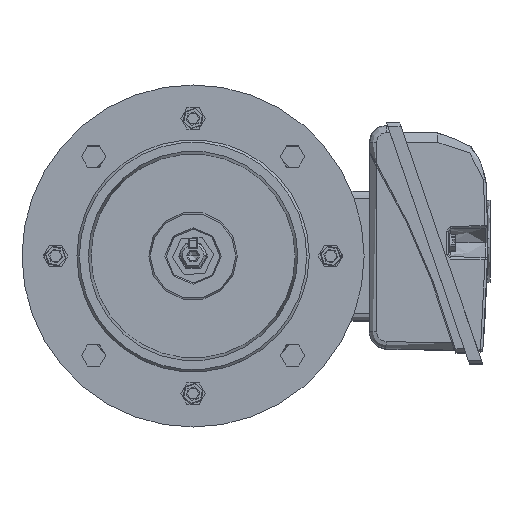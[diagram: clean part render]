
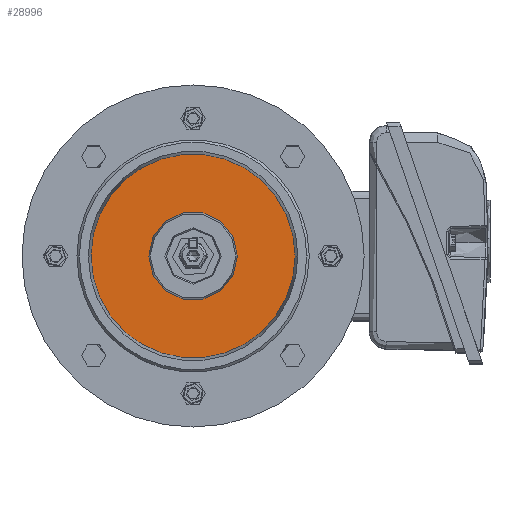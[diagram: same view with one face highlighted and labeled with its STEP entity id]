
A CAD part, top view. The second image highlights one B-rep face of the part: STEP entity #28996.
In plain terms, the highlighted face is planar.
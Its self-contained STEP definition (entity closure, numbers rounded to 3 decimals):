
#872 = ORIENTED_EDGE ( 'NONE', *, *, #30219, .F. ) ;
#2307 = CARTESIAN_POINT ( 'NONE',  ( 0., 18.117, -3.501 ) ) ;
#4086 = CIRCLE ( 'NONE', #28025, 41.735 ) ;
#6023 = EDGE_LOOP ( 'NONE', ( #49471, #19603 ) ) ;
#6896 = DIRECTION ( 'NONE',  ( 1., 0., 0. ) ) ;
#7899 = CARTESIAN_POINT ( 'NONE',  ( 0., 0., -3.501 ) ) ;
#8936 = AXIS2_PLACEMENT_3D ( 'NONE', #2307, #42571, #6896 ) ;
#9743 = CARTESIAN_POINT ( 'NONE',  ( 0., 0., -3.501 ) ) ;
#10067 = CIRCLE ( 'NONE', #49223, 41.735 ) ;
#13262 = FACE_OUTER_BOUND ( 'NONE', #13607, .T. ) ;
#13534 = CARTESIAN_POINT ( 'NONE',  ( -18.117, 0., -3.501 ) ) ;
#13607 = EDGE_LOOP ( 'NONE', ( #872, #16360 ) ) ;
#14014 = AXIS2_PLACEMENT_3D ( 'NONE', #28624, #16282, #32492 ) ;
#14204 = DIRECTION ( 'NONE',  ( 0., 0., 1. ) ) ;
#15338 = EDGE_CURVE ( 'NONE', #38260, #39163, #28091, .T. ) ;
#15601 = EDGE_CURVE ( 'NONE', #29023, #46246, #4086, .T. ) ;
#16282 = DIRECTION ( 'NONE',  ( 0., 0., 1. ) ) ;
#16360 = ORIENTED_EDGE ( 'NONE', *, *, #15601, .F. ) ;
#19603 = ORIENTED_EDGE ( 'NONE', *, *, #15338, .T. ) ;
#20923 = EDGE_CURVE ( 'NONE', #39163, #38260, #40450, .T. ) ;
#22656 = CARTESIAN_POINT ( 'NONE',  ( 0., 0., -3.501 ) ) ;
#23462 = CARTESIAN_POINT ( 'NONE',  ( 41.735, 0., -3.501 ) ) ;
#27806 = CARTESIAN_POINT ( 'NONE',  ( -41.735, 0., -3.501 ) ) ;
#28025 = AXIS2_PLACEMENT_3D ( 'NONE', #22656, #14204, #34851 ) ;
#28091 = CIRCLE ( 'NONE', #45970, 18.117 ) ;
#28624 = CARTESIAN_POINT ( 'NONE',  ( 0., 0., -3.501 ) ) ;
#28996 = ADVANCED_FACE ( 'NONE', ( #13262, #34715 ), #34422, .F. ) ;
#29023 = VERTEX_POINT ( 'NONE', #23462 ) ;
#30219 = EDGE_CURVE ( 'NONE', #46246, #29023, #10067, .T. ) ;
#32492 = DIRECTION ( 'NONE',  ( 1., 0., 0. ) ) ;
#34422 = PLANE ( 'NONE',  #8936 ) ;
#34715 = FACE_BOUND ( 'NONE', #6023, .T. ) ;
#34851 = DIRECTION ( 'NONE',  ( 1., 0., 0. ) ) ;
#35967 = DIRECTION ( 'NONE',  ( 0., 0., 1. ) ) ;
#37461 = DIRECTION ( 'NONE',  ( 0., 0., 1. ) ) ;
#38260 = VERTEX_POINT ( 'NONE', #13534 ) ;
#39163 = VERTEX_POINT ( 'NONE', #51702 ) ;
#40450 = CIRCLE ( 'NONE', #14014, 18.117 ) ;
#42571 = DIRECTION ( 'NONE',  ( 0., 0., 1. ) ) ;
#45970 = AXIS2_PLACEMENT_3D ( 'NONE', #7899, #35967, #47984 ) ;
#46246 = VERTEX_POINT ( 'NONE', #27806 ) ;
#47984 = DIRECTION ( 'NONE',  ( 1., 0., 0. ) ) ;
#49223 = AXIS2_PLACEMENT_3D ( 'NONE', #9743, #37461, #49817 ) ;
#49471 = ORIENTED_EDGE ( 'NONE', *, *, #20923, .T. ) ;
#49817 = DIRECTION ( 'NONE',  ( 1., 0., 0. ) ) ;
#51702 = CARTESIAN_POINT ( 'NONE',  ( 18.117, 0., -3.501 ) ) ;
